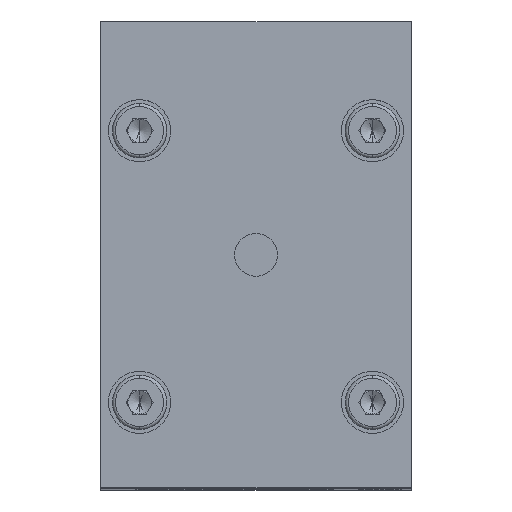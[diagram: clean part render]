
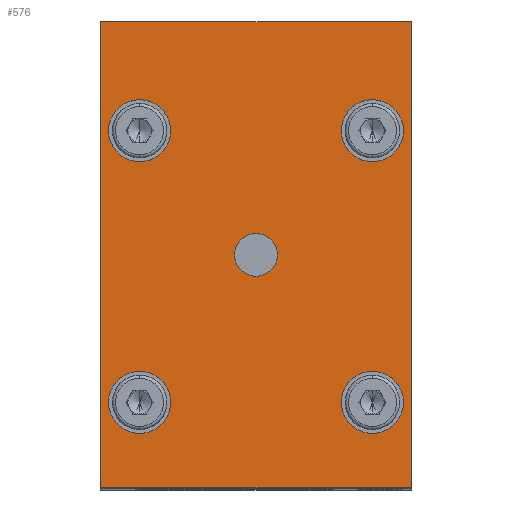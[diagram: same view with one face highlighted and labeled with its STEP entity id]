
A CAD part, top view. The second image highlights one B-rep face of the part: STEP entity #576.
In plain terms, the highlighted planar face has unit normal (0, 0, 1).
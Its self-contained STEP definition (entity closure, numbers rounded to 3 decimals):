
#36 = CARTESIAN_POINT ( 'NONE',  ( -15., 12., 142. ) ) ;
#175 = AXIS2_PLACEMENT_3D ( 'NONE', #2842, #27074, #635 ) ;
#576 = ADVANCED_FACE ( 'NONE', ( #27889, #15027, #26456, #20372, #14312, #2762 ), #21885, .F. ) ;
#635 = DIRECTION ( 'NONE',  ( 0., -1., 0. ) ) ;
#1151 = CARTESIAN_POINT ( 'NONE',  ( -20., 30., 142. ) ) ;
#1390 = CARTESIAN_POINT ( 'NONE',  ( 0., 0., 142. ) ) ;
#1637 = CARTESIAN_POINT ( 'NONE',  ( 15., 16., 142. ) ) ;
#2023 = VERTEX_POINT ( 'NONE', #9620 ) ;
#2160 = ORIENTED_EDGE ( 'NONE', *, *, #18762, .F. ) ;
#2316 = DIRECTION ( 'NONE',  ( 0., 0., 1. ) ) ;
#2362 = ORIENTED_EDGE ( 'NONE', *, *, #27182, .F. ) ;
#2498 = AXIS2_PLACEMENT_3D ( 'NONE', #18560, #20771, #23011 ) ;
#2762 = FACE_OUTER_BOUND ( 'NONE', #16597, .T. ) ;
#2842 = CARTESIAN_POINT ( 'NONE',  ( -15., 16., 142. ) ) ;
#3263 = AXIS2_PLACEMENT_3D ( 'NONE', #7479, #17862, #24162 ) ;
#3336 = DIRECTION ( 'NONE',  ( 1., 0., 0. ) ) ;
#3403 = DIRECTION ( 'NONE',  ( -1., 0., 0. ) ) ;
#3414 = VERTEX_POINT ( 'NONE', #19255 ) ;
#4499 = EDGE_CURVE ( 'NONE', #16743, #28115, #26432, .T. ) ;
#4648 = VERTEX_POINT ( 'NONE', #36 ) ;
#4822 = AXIS2_PLACEMENT_3D ( 'NONE', #1390, #17500, #5287 ) ;
#5216 = CIRCLE ( 'NONE', #4822, 2.75 ) ;
#5287 = DIRECTION ( 'NONE',  ( 0., -1., 0. ) ) ;
#5560 = CIRCLE ( 'NONE', #28460, 4. ) ;
#5908 = ORIENTED_EDGE ( 'NONE', *, *, #27596, .F. ) ;
#6319 = EDGE_LOOP ( 'NONE', ( #5908, #15915 ) ) ;
#6533 = DIRECTION ( 'NONE',  ( 0., 1., 0. ) ) ;
#7131 = VERTEX_POINT ( 'NONE', #24668 ) ;
#7479 = CARTESIAN_POINT ( 'NONE',  ( -15., 16., 142. ) ) ;
#7997 = CARTESIAN_POINT ( 'NONE',  ( 15., -19., 142. ) ) ;
#8003 = LINE ( 'NONE', #19295, #14122 ) ;
#9118 = EDGE_LOOP ( 'NONE', ( #18516, #2362 ) ) ;
#9161 = ORIENTED_EDGE ( 'NONE', *, *, #11162, .F. ) ;
#9486 = EDGE_LOOP ( 'NONE', ( #14179, #9161 ) ) ;
#9620 = CARTESIAN_POINT ( 'NONE',  ( -15., -15., 142. ) ) ;
#9825 = CARTESIAN_POINT ( 'NONE',  ( 15., -23., 142. ) ) ;
#9913 = VERTEX_POINT ( 'NONE', #9825 ) ;
#9997 = CARTESIAN_POINT ( 'NONE',  ( 0., -2.75, 142. ) ) ;
#10000 = EDGE_CURVE ( 'NONE', #4648, #3414, #18020, .T. ) ;
#10116 = EDGE_CURVE ( 'NONE', #28115, #16743, #5216, .T. ) ;
#10214 = DIRECTION ( 'NONE',  ( 0., -1., 0. ) ) ;
#10280 = AXIS2_PLACEMENT_3D ( 'NONE', #1637, #26977, #23029 ) ;
#10390 = VERTEX_POINT ( 'NONE', #28883 ) ;
#11060 = DIRECTION ( 'NONE',  ( 0., 0., 1. ) ) ;
#11162 = EDGE_CURVE ( 'NONE', #2023, #12324, #5560, .T. ) ;
#11958 = ORIENTED_EDGE ( 'NONE', *, *, #10116, .F. ) ;
#12242 = AXIS2_PLACEMENT_3D ( 'NONE', #22475, #24665, #26846 ) ;
#12324 = VERTEX_POINT ( 'NONE', #25774 ) ;
#12402 = EDGE_LOOP ( 'NONE', ( #26717, #11958 ) ) ;
#12437 = ORIENTED_EDGE ( 'NONE', *, *, #28821, .T. ) ;
#13360 = DIRECTION ( 'NONE',  ( 0., -1., 0. ) ) ;
#13671 = DIRECTION ( 'NONE',  ( 0., -1., 0. ) ) ;
#13822 = CIRCLE ( 'NONE', #22456, 4. ) ;
#13877 = CIRCLE ( 'NONE', #175, 4. ) ;
#14122 = VECTOR ( 'NONE', #3336, 1000. ) ;
#14145 = VECTOR ( 'NONE', #3403, 1000. ) ;
#14179 = ORIENTED_EDGE ( 'NONE', *, *, #26374, .F. ) ;
#14312 = FACE_BOUND ( 'NONE', #12402, .T. ) ;
#14640 = CIRCLE ( 'NONE', #20019, 4. ) ;
#15027 = FACE_BOUND ( 'NONE', #27348, .T. ) ;
#15899 = CARTESIAN_POINT ( 'NONE',  ( 15., 12., 142. ) ) ;
#15915 = ORIENTED_EDGE ( 'NONE', *, *, #27839, .F. ) ;
#16000 = ORIENTED_EDGE ( 'NONE', *, *, #25306, .F. ) ;
#16027 = CARTESIAN_POINT ( 'NONE',  ( 0., 2.75, 142. ) ) ;
#16597 = EDGE_LOOP ( 'NONE', ( #12437, #25595, #17941, #28834 ) ) ;
#16670 = CARTESIAN_POINT ( 'NONE',  ( -20., -30., 142. ) ) ;
#16743 = VERTEX_POINT ( 'NONE', #9997 ) ;
#17500 = DIRECTION ( 'NONE',  ( 0., 0., 1. ) ) ;
#17603 = DIRECTION ( 'NONE',  ( 0., 0., 1. ) ) ;
#17787 = AXIS2_PLACEMENT_3D ( 'NONE', #20288, #18140, #29415 ) ;
#17862 = DIRECTION ( 'NONE',  ( 0., 0., 1. ) ) ;
#17941 = ORIENTED_EDGE ( 'NONE', *, *, #28366, .T. ) ;
#18020 = CIRCLE ( 'NONE', #3263, 4. ) ;
#18140 = DIRECTION ( 'NONE',  ( 0., 0., 1. ) ) ;
#18187 = CARTESIAN_POINT ( 'NONE',  ( 20., 30., 142. ) ) ;
#18293 = CARTESIAN_POINT ( 'NONE',  ( 15., 20., 142. ) ) ;
#18515 = CARTESIAN_POINT ( 'NONE',  ( -20., 30., 142. ) ) ;
#18516 = ORIENTED_EDGE ( 'NONE', *, *, #10000, .F. ) ;
#18560 = CARTESIAN_POINT ( 'NONE',  ( 20., -30., 142. ) ) ;
#18762 = EDGE_CURVE ( 'NONE', #18893, #24085, #25212, .T. ) ;
#18893 = VERTEX_POINT ( 'NONE', #15899 ) ;
#18925 = CARTESIAN_POINT ( 'NONE',  ( 15., -15., 142. ) ) ;
#19255 = CARTESIAN_POINT ( 'NONE',  ( -15., 20., 142. ) ) ;
#19295 = CARTESIAN_POINT ( 'NONE',  ( -20., -30., 142. ) ) ;
#19337 = CIRCLE ( 'NONE', #28895, 4. ) ;
#19787 = DIRECTION ( 'NONE',  ( 0., -1., 0. ) ) ;
#20019 = AXIS2_PLACEMENT_3D ( 'NONE', #24784, #11060, #13360 ) ;
#20213 = LINE ( 'NONE', #1151, #14145 ) ;
#20288 = CARTESIAN_POINT ( 'NONE',  ( 0., 0., 142. ) ) ;
#20372 = FACE_BOUND ( 'NONE', #9486, .T. ) ;
#20676 = VERTEX_POINT ( 'NONE', #18925 ) ;
#20771 = DIRECTION ( 'NONE',  ( 0., 0., -1. ) ) ;
#21171 = CARTESIAN_POINT ( 'NONE',  ( 20., 30., 142. ) ) ;
#21885 = PLANE ( 'NONE',  #2498 ) ;
#22103 = CARTESIAN_POINT ( 'NONE',  ( -15., -19., 142. ) ) ;
#22456 = AXIS2_PLACEMENT_3D ( 'NONE', #7997, #23944, #10214 ) ;
#22475 = CARTESIAN_POINT ( 'NONE',  ( 15., -19., 142. ) ) ;
#23011 = DIRECTION ( 'NONE',  ( 0., 1., 0. ) ) ;
#23029 = DIRECTION ( 'NONE',  ( 0., -1., 0. ) ) ;
#23393 = DIRECTION ( 'NONE',  ( 0., -1., 0. ) ) ;
#23660 = LINE ( 'NONE', #21171, #29018 ) ;
#23944 = DIRECTION ( 'NONE',  ( 0., 0., 1. ) ) ;
#24021 = EDGE_CURVE ( 'NONE', #7131, #28951, #25934, .T. ) ;
#24085 = VERTEX_POINT ( 'NONE', #18293 ) ;
#24162 = DIRECTION ( 'NONE',  ( 0., -1., 0. ) ) ;
#24665 = DIRECTION ( 'NONE',  ( 0., 0., 1. ) ) ;
#24668 = CARTESIAN_POINT ( 'NONE',  ( -20., 30., 142. ) ) ;
#24784 = CARTESIAN_POINT ( 'NONE',  ( -15., -19., 142. ) ) ;
#25212 = CIRCLE ( 'NONE', #10280, 4. ) ;
#25214 = VECTOR ( 'NONE', #13671, 1000. ) ;
#25306 = EDGE_CURVE ( 'NONE', #24085, #18893, #19337, .T. ) ;
#25526 = EDGE_CURVE ( 'NONE', #10390, #28092, #23660, .T. ) ;
#25595 = ORIENTED_EDGE ( 'NONE', *, *, #25526, .T. ) ;
#25774 = CARTESIAN_POINT ( 'NONE',  ( -15., -23., 142. ) ) ;
#25934 = LINE ( 'NONE', #18515, #25214 ) ;
#26374 = EDGE_CURVE ( 'NONE', #12324, #2023, #14640, .T. ) ;
#26432 = CIRCLE ( 'NONE', #17787, 2.75 ) ;
#26456 = FACE_BOUND ( 'NONE', #6319, .T. ) ;
#26717 = ORIENTED_EDGE ( 'NONE', *, *, #4499, .F. ) ;
#26846 = DIRECTION ( 'NONE',  ( 0., -1., 0. ) ) ;
#26977 = DIRECTION ( 'NONE',  ( 0., 0., 1. ) ) ;
#27074 = DIRECTION ( 'NONE',  ( 0., 0., 1. ) ) ;
#27182 = EDGE_CURVE ( 'NONE', #3414, #4648, #13877, .T. ) ;
#27273 = CARTESIAN_POINT ( 'NONE',  ( 15., 16., 142. ) ) ;
#27348 = EDGE_LOOP ( 'NONE', ( #2160, #16000 ) ) ;
#27596 = EDGE_CURVE ( 'NONE', #9913, #20676, #28507, .T. ) ;
#27839 = EDGE_CURVE ( 'NONE', #20676, #9913, #13822, .T. ) ;
#27889 = FACE_BOUND ( 'NONE', #9118, .T. ) ;
#28092 = VERTEX_POINT ( 'NONE', #18187 ) ;
#28115 = VERTEX_POINT ( 'NONE', #16027 ) ;
#28366 = EDGE_CURVE ( 'NONE', #28092, #7131, #20213, .T. ) ;
#28460 = AXIS2_PLACEMENT_3D ( 'NONE', #22103, #17603, #19787 ) ;
#28507 = CIRCLE ( 'NONE', #12242, 4. ) ;
#28821 = EDGE_CURVE ( 'NONE', #28951, #10390, #8003, .T. ) ;
#28834 = ORIENTED_EDGE ( 'NONE', *, *, #24021, .T. ) ;
#28883 = CARTESIAN_POINT ( 'NONE',  ( 20., -30., 142. ) ) ;
#28895 = AXIS2_PLACEMENT_3D ( 'NONE', #27273, #2316, #23393 ) ;
#28951 = VERTEX_POINT ( 'NONE', #16670 ) ;
#29018 = VECTOR ( 'NONE', #6533, 1000. ) ;
#29415 = DIRECTION ( 'NONE',  ( 0., -1., 0. ) ) ;
